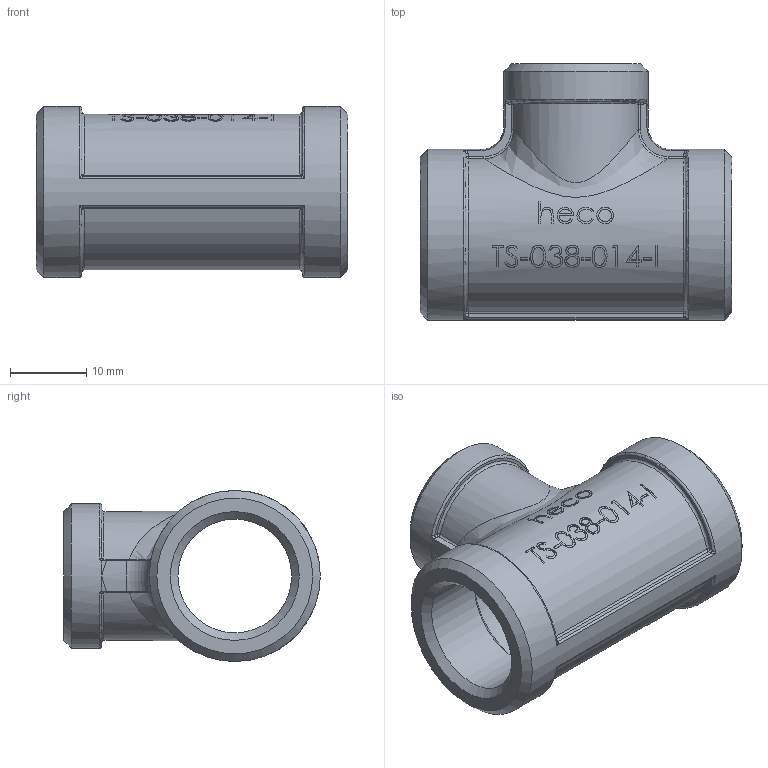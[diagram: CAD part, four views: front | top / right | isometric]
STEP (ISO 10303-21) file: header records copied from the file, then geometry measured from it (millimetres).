
FILE_DESCRIPTION (( 'STEP AP214' ), '1' );
FILE_NAME ('heco_TS-038-014-I.STEP', '2016-06-27T06:51:41', ( '' ), ( '' ), 'SwSTEP 2.0', 'SolidWorks 2011', '' );
FILE_SCHEMA (( 'AUTOMOTIVE_DESIGN' ));
Length unit declared in the file: millimetre
Products named in the file (1): heco_TS-038-014-I
Bounding box: 41 x 33.75 x 22.5 mm (x, y, z)
Volume: 7312 mm3; surface area: 6545 mm2
Topology: 1 solids, 1 shells, 300 faces, 755 edges, 475 vertices
Faces by surface type: bspline 134, plane 71, cylinder 60, torus 14, sphere 12, cone 9
Full cylindrical faces by diameter (mm): 11.445 x1, 14 x1, 14.95 x2, 17.5 x1, 19 x1, 22.5 x1
Entity records: 25355 total; most frequent: CARTESIAN_POINT 18061, ORIENTED_EDGE 1450, DIRECTION 767, EDGE_CURVE 725, VERTEX_POINT 470, B_SPLINE_CURVE_WITH_KNOTS 431, EDGE_LOOP 347, FACE_OUTER_BOUND 307
